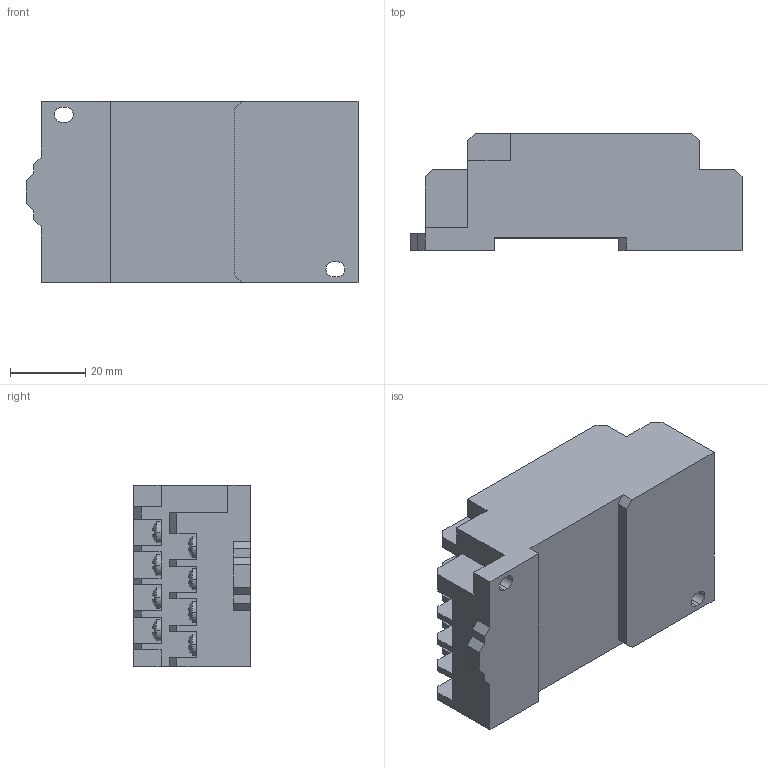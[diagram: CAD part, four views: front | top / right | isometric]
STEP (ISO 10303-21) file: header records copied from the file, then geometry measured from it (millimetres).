
FILE_DESCRIPTION(('STEP AP214'),'1');
FILE_NAME(' ',' ',('TraceParts'),('TraceParts S.A.'),'XStep 1.0',' ',' ');
FILE_SCHEMA(('automotive_design'));
Length unit declared in the file: millimetre
Products named in the file (1): 1
Bounding box: 88 x 31 x 48 mm (x, y, z)
Volume: 96537.7 mm3; surface area: 19690.9 mm2
Topology: 1 solids, 1 shells, 406 faces, 1110 edges, 740 vertices
Faces by surface type: plane 351, cylinder 38, sphere 17
Entity records: 25376 total; most frequent: CARTESIAN_POINT 2257, STYLED_ITEM 2256, PRESENTATION_STYLE_ASSIGNMENT 2256, COLOUR_RGB 2256, ORIENTED_EDGE 2220, DIRECTION 2204, EDGE_CURVE 1110, CURVE_STYLE 1110
